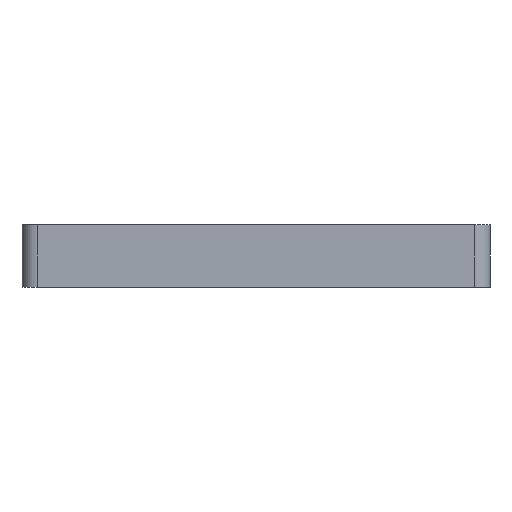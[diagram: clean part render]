
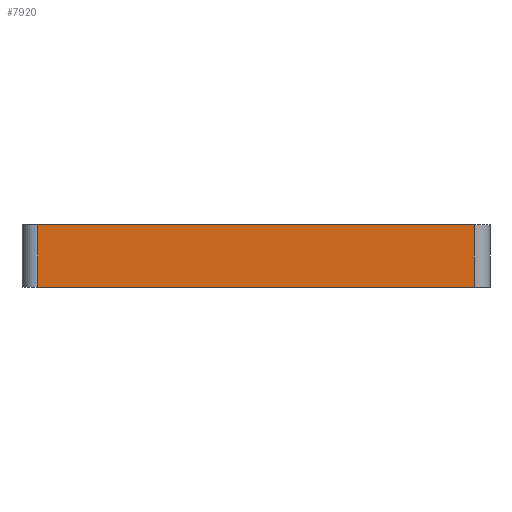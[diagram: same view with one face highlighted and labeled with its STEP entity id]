
A CAD part, left-side view. The second image highlights one B-rep face of the part: STEP entity #7920.
In plain terms, the highlighted planar face has unit normal (-1, 0, 0).
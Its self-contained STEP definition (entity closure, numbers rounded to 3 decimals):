
#123 = PLANE ( 'NONE',  #3534 ) ;
#134 = CARTESIAN_POINT ( 'NONE',  ( -45., -42., 0. ) ) ;
#156 = CARTESIAN_POINT ( 'NONE',  ( -45., 42., 0. ) ) ;
#612 = CARTESIAN_POINT ( 'NONE',  ( -45., 42., 0. ) ) ;
#616 = CARTESIAN_POINT ( 'NONE',  ( -45., 42., 12. ) ) ;
#965 = CARTESIAN_POINT ( 'NONE',  ( -45., -42., 12. ) ) ;
#1233 = CARTESIAN_POINT ( 'NONE',  ( -45., -42., 0. ) ) ;
#1514 = ORIENTED_EDGE ( 'NONE', *, *, #2154, .T. ) ;
#1800 = CARTESIAN_POINT ( 'NONE',  ( -45., 42., 12. ) ) ;
#1805 = VERTEX_POINT ( 'NONE', #4805 ) ;
#1896 = ORIENTED_EDGE ( 'NONE', *, *, #2110, .T. ) ;
#1998 = CARTESIAN_POINT ( 'NONE',  ( -45., -42., 12. ) ) ;
#2110 = EDGE_CURVE ( 'NONE', #9507, #1805, #9596, .T. ) ;
#2154 = EDGE_CURVE ( 'NONE', #1805, #6974, #9680, .T. ) ;
#2442 = ORIENTED_EDGE ( 'NONE', *, *, #5197, .T. ) ;
#2942 = DIRECTION ( 'NONE',  ( 0., 0., 1. ) ) ;
#3534 = AXIS2_PLACEMENT_3D ( 'NONE', #1233, #7765, #2942 ) ;
#3903 = EDGE_CURVE ( 'NONE', #6974, #6981, #9841, .T. ) ;
#4805 = CARTESIAN_POINT ( 'NONE',  ( -45., 42., 0. ) ) ;
#5189 = CARTESIAN_POINT ( 'NONE',  ( -45., 42., 12. ) ) ;
#5197 = EDGE_CURVE ( 'NONE', #6981, #9507, #7865, .T. ) ;
#5696 = EDGE_LOOP ( 'NONE', ( #7460, #2442, #1896, #1514 ) ) ;
#6974 = VERTEX_POINT ( 'NONE', #8236 ) ;
#6981 = VERTEX_POINT ( 'NONE', #8260 ) ;
#7460 = ORIENTED_EDGE ( 'NONE', *, *, #3903, .T. ) ;
#7765 = DIRECTION ( 'NONE',  ( -1., 0., 0. ) ) ;
#7865 = B_SPLINE_CURVE_WITH_KNOTS ( 'NONE', 1,
 ( #1998, #1800 ),
 .UNSPECIFIED., .F., .F.,
 ( 2, 2 ),
 ( 0., 1. ),
 .UNSPECIFIED. ) ;
#7920 = ADVANCED_FACE ( 'NONE', ( #9541 ), #123, .T. ) ;
#8236 = CARTESIAN_POINT ( 'NONE',  ( -45., -42., 0. ) ) ;
#8260 = CARTESIAN_POINT ( 'NONE',  ( -45., -42., 12. ) ) ;
#9507 = VERTEX_POINT ( 'NONE', #5189 ) ;
#9541 = FACE_OUTER_BOUND ( 'NONE', #5696, .T. ) ;
#9596 = B_SPLINE_CURVE_WITH_KNOTS ( 'NONE', 1,
 ( #616, #612 ),
 .UNSPECIFIED., .F., .F.,
 ( 2, 2 ),
 ( 0., 1. ),
 .UNSPECIFIED. ) ;
#9680 = B_SPLINE_CURVE_WITH_KNOTS ( 'NONE', 1,
 ( #156, #134 ),
 .UNSPECIFIED., .F., .F.,
 ( 2, 2 ),
 ( 0., 1. ),
 .UNSPECIFIED. ) ;
#9829 = CARTESIAN_POINT ( 'NONE',  ( -45., -42., 0. ) ) ;
#9841 = B_SPLINE_CURVE_WITH_KNOTS ( 'NONE', 1,
 ( #9829, #965 ),
 .UNSPECIFIED., .F., .F.,
 ( 2, 2 ),
 ( 0., 1. ),
 .UNSPECIFIED. ) ;
